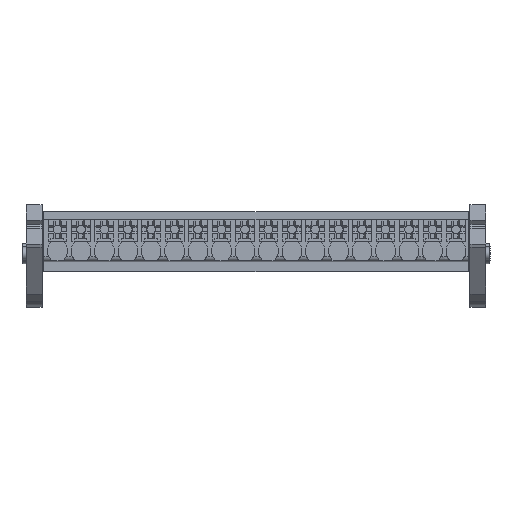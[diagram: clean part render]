
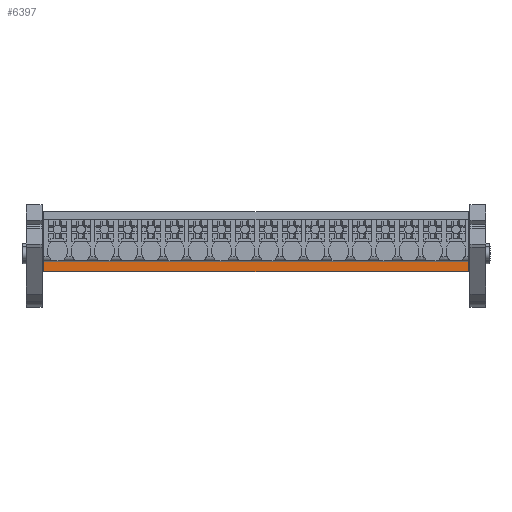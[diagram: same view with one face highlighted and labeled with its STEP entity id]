
A CAD part, top view. The second image highlights one B-rep face of the part: STEP entity #6397.
In plain terms, the highlighted planar face has unit normal (0, 0, 1).
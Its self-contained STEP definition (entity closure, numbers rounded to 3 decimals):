
#6377=AXIS2_PLACEMENT_3D('Plane Axis2P3D',#6374,#6375,#6376) ;
#105=CARTESIAN_POINT('Vertex',(3.25,5.297,20.4)) ;
#108=CARTESIAN_POINT('Line Origine',(3.25,6.06,20.4)) ;
#112=CARTESIAN_POINT('Vertex',(3.25,6.822,20.4)) ;
#5658=CARTESIAN_POINT('Vertex',(66.65,5.297,20.4)) ;
#5661=CARTESIAN_POINT('Line Origine',(34.95,5.297,20.4)) ;
#6374=CARTESIAN_POINT('Axis2P3D Location',(52.43,6.822,20.4)) ;
#6379=CARTESIAN_POINT('Line Origine',(66.65,6.059,20.4)) ;
#6383=CARTESIAN_POINT('Vertex',(66.65,6.822,20.4)) ;
#6386=CARTESIAN_POINT('Line Origine',(34.95,6.822,20.4)) ;
#109=DIRECTION('Vector Direction',(0.,1.,0.)) ;
#5662=DIRECTION('Vector Direction',(1.,0.,0.)) ;
#6375=DIRECTION('Axis2P3D Direction',(-0.,0.,1.)) ;
#6376=DIRECTION('Axis2P3D XDirection',(0.,-1.,0.)) ;
#6380=DIRECTION('Vector Direction',(0.,-1.,0.)) ;
#6387=DIRECTION('Vector Direction',(-1.,0.,0.)) ;
#110=VECTOR('Line Direction',#109,1.) ;
#5663=VECTOR('Line Direction',#5662,1.) ;
#6381=VECTOR('Line Direction',#6380,1.) ;
#6388=VECTOR('Line Direction',#6387,1.) ;
#6392=ORIENTED_EDGE('',*,*,#5665,.T.) ;
#6393=ORIENTED_EDGE('',*,*,#6385,.F.) ;
#6394=ORIENTED_EDGE('',*,*,#6390,.T.) ;
#6395=ORIENTED_EDGE('',*,*,#114,.T.) ;
#6397=ADVANCED_FACE('HOUSING',(#6396),#6378,.T.) ;
#114=EDGE_CURVE('',#113,#106,#111,.F.) ;
#5665=EDGE_CURVE('',#106,#5659,#5664,.T.) ;
#6385=EDGE_CURVE('',#6384,#5659,#6382,.T.) ;
#6390=EDGE_CURVE('',#6384,#113,#6389,.T.) ;
#6391=EDGE_LOOP('',(#6392,#6393,#6394,#6395)) ;
#6396=FACE_OUTER_BOUND('',#6391,.T.) ;
#111=LINE('Line',#108,#110) ;
#5664=LINE('Line',#5661,#5663) ;
#6382=LINE('Line',#6379,#6381) ;
#6389=LINE('Line',#6386,#6388) ;
#6378=PLANE('',#6377) ;
#106=VERTEX_POINT('',#105) ;
#113=VERTEX_POINT('',#112) ;
#5659=VERTEX_POINT('',#5658) ;
#6384=VERTEX_POINT('',#6383) ;
